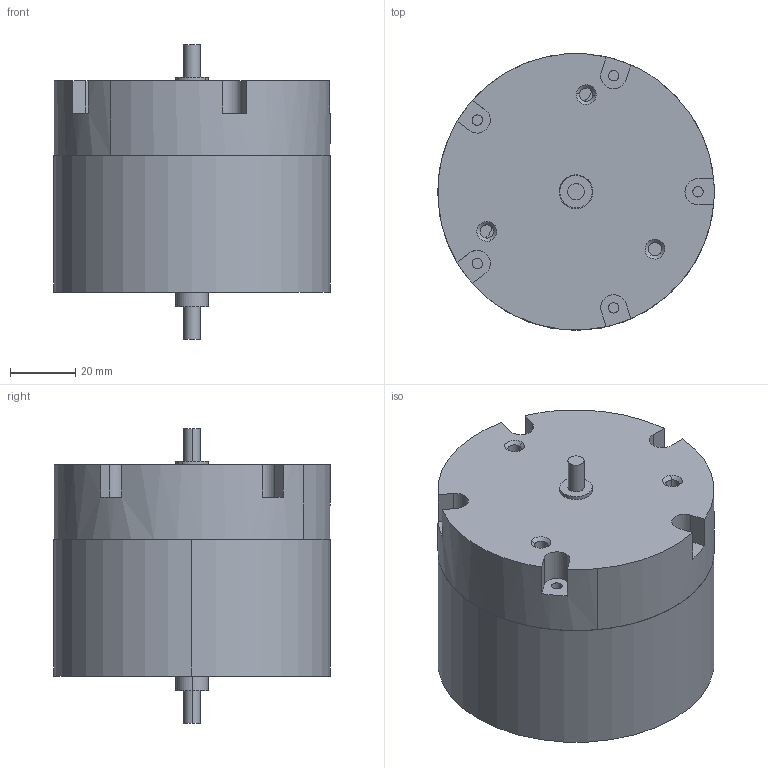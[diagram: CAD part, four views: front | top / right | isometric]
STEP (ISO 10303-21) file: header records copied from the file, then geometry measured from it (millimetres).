
FILE_DESCRIPTION(('CATIA V5 STEP Exchange','CAx-IF Rec.Pracs.--- Composite Materials ---3.4---2017-06-13'),'2;1');
FILE_NAME('Cycloidal Drive.stp','2026-02-19T00:47:08+00:00',('none'),('none'),'CATIA Version 5-6 Release 2020','CATIA V5 STEP AP203 v1','none');
FILE_SCHEMA(('CONFIG_CONTROL_DESIGN'));
Length unit declared in the file: millimetre
Products named in the file (4): Cycloidal Drive; base; Input Shaft; output shaft
Assembly tree (25 placements, depth 3):
  Cycloidal Drive
    base
      #65
      #1961
    Input Shaft
      #2151
      #2925  x3
      #3120  x2
      #1961
      #4785
      #5286  x4
    output shaft
      #5894  x3
      #4785
      #1961
    #6584
    #8247  x2
Bounding box: 85 x 85 x 90.5 mm (x, y, z)
Volume: 231813.1 mm3; surface area: 78848.1 mm2
Topology: 22 solids, 22 shells, 389 faces, 910 edges, 584 vertices
Faces by surface type: cylinder 183, plane 136, cone 60, torus 6, extrusion 4
Entity records: 8315 total; most frequent: CARTESIAN_POINT 2621, ORIENTED_EDGE 1140, DIRECTION 962, EDGE_CURVE 570, AXIS2_PLACEMENT_3D 525, VERTEX_POINT 366, CIRCLE 316, EDGE_LOOP 315
